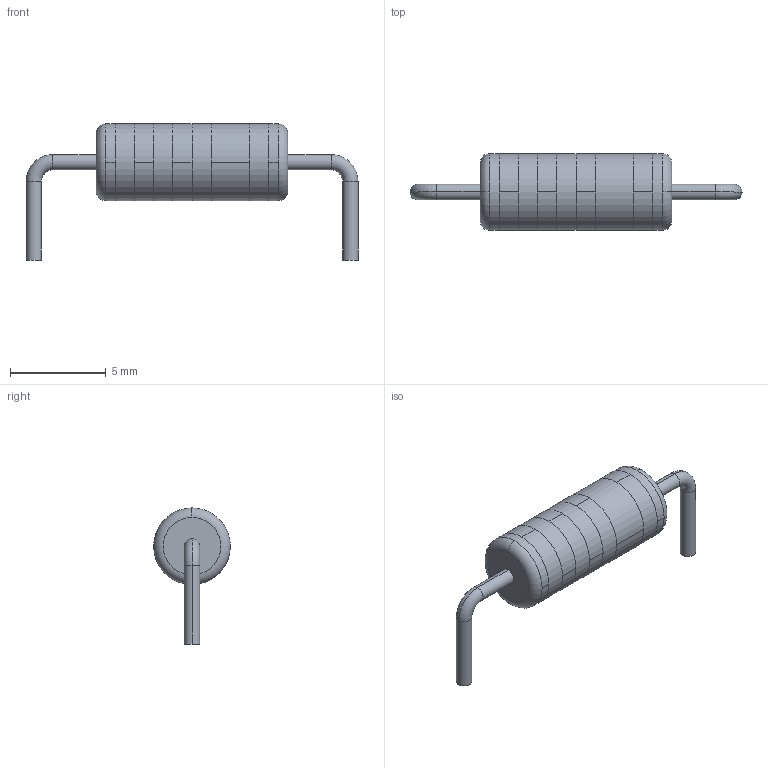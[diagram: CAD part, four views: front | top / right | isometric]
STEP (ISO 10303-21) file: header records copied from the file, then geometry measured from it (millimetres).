
FILE_DESCRIPTION((''),'2;1');
FILE_NAME('RES_WELWYN_MFP2_3D.stp','2009-09-18T13:46:21',(''),(''),'Mechanical Desktop 2009','Mechanical Desktop 2009',', , ');
FILE_SCHEMA(('AUTOMOTIVE_DESIGN { 1 2 10303 214 1 1 1 1 }'));
Length unit declared in the file: millimetre
Products named in the file (1): Product
Bounding box: 17.31 x 4 x 7.1 mm (x, y, z)
Volume: 132.4 mm3; surface area: 388.1 mm2
Topology: 11 solids, 11 shells, 56 faces, 104 edges, 71 vertices
Faces by surface type: cylinder 26, plane 22, torus 8
Entity records: 1508 total; most frequent: DIRECTION 295, CARTESIAN_POINT 231, ORIENTED_EDGE 206, AXIS2_PLACEMENT_3D 134, EDGE_CURVE 103, CIRCLE 77, VERTEX_POINT 69, EDGE_LOOP 56
